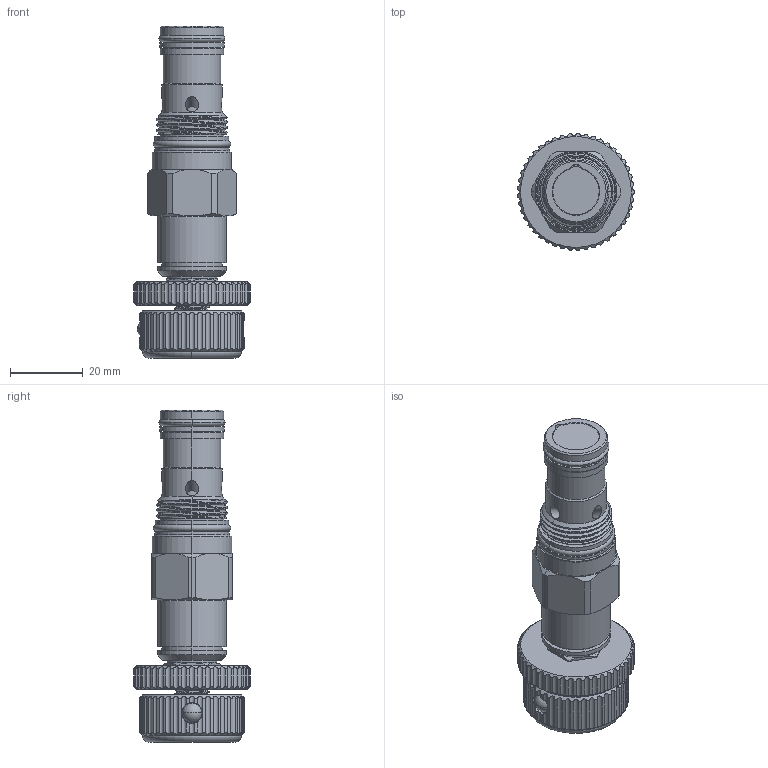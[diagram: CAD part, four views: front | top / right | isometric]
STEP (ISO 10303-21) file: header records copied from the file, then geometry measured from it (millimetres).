
FILE_DESCRIPTION (( 'STEP AP203' ), '1' );
FILE_NAME ('NC13A21-K.STEP', '2021-07-05T05:57:51', ( '' ), ( '' ), 'SwSTEP 2.0', 'SolidWorks 2018', '' );
FILE_SCHEMA (( 'CONFIG_CONTROL_DESIGN' ));
Length unit declared in the file: millimetre
Products named in the file (1): NC13A21-K
Bounding box: 32.18 x 32.2 x 91.58 mm (x, y, z)
Volume: 32656.8 mm3; surface area: 12063.8 mm2
Topology: 3 solids, 7 shells, 522 faces, 1394 edges, 914 vertices
Faces by surface type: cylinder 326, plane 119, cone 50, bspline 13, torus 12, sphere 2
Entity records: 26503 total; most frequent: CARTESIAN_POINT 13929, ORIENTED_EDGE 2788, DIRECTION 2401, EDGE_CURVE 1394, VERTEX_POINT 914, AXIS2_PLACEMENT_3D 908, LINE 585, VECTOR 585
